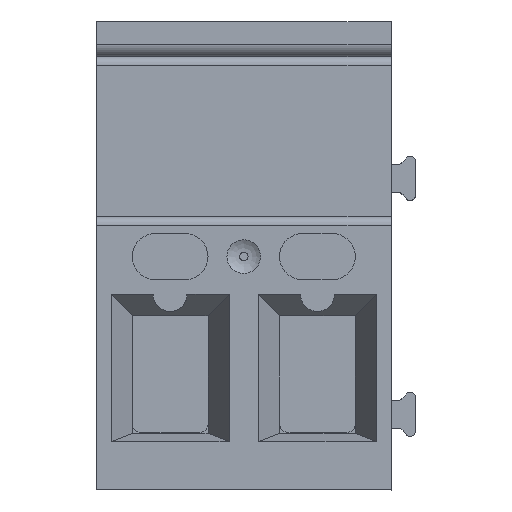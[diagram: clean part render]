
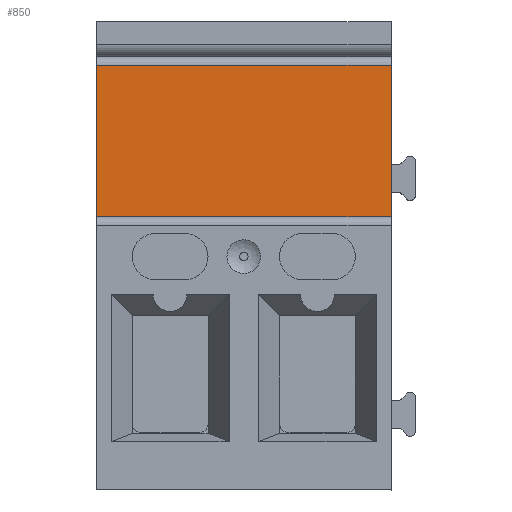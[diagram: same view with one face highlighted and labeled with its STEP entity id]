
A CAD part, top view. The second image highlights one B-rep face of the part: STEP entity #850.
In plain terms, the highlighted planar face has unit normal (0, 0, 1).
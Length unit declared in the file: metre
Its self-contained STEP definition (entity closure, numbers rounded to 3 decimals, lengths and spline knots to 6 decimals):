
#850=ADVANCED_FACE('',(#1843),#1844,.T.);
#1843=FACE_OUTER_BOUND('',#3070,.T.);
#1844=PLANE('',#3071);
#3070=EDGE_LOOP('',(#5652,#5653,#5654,#5655));
#3071=AXIS2_PLACEMENT_3D('',#5656,#5657,#5658);
#5652=ORIENTED_EDGE('',*,*,#7974,.F.);
#5653=ORIENTED_EDGE('',*,*,#7975,.F.);
#5654=ORIENTED_EDGE('',*,*,#7970,.T.);
#5655=ORIENTED_EDGE('',*,*,#7976,.F.);
#5656=CARTESIAN_POINT('',(6.720813,5.815861,0.404371));
#5657=DIRECTION('',(0.,0.,1.0));
#5658=DIRECTION('',(1.0,0.,0.0));
#7970=EDGE_CURVE('',#9858,#9859,#9860,.T.);
#7974=EDGE_CURVE('',#9864,#9865,#9866,.T.);
#7975=EDGE_CURVE('',#9858,#9864,#9867,.T.);
#7976=EDGE_CURVE('',#9865,#9859,#9868,.T.);
#9858=VERTEX_POINT('',#12623);
#9859=VERTEX_POINT('',#12624);
#9860=LINE('',#12625,#12626);
#9864=VERTEX_POINT('',#12630);
#9865=VERTEX_POINT('',#12631);
#9866=LINE('',#12632,#12633);
#9867=LINE('',#12634,#12635);
#9868=LINE('',#12636,#12637);
#12623=CARTESIAN_POINT('',(6.731313,5.815161,0.404371));
#12624=CARTESIAN_POINT('',(6.724313,5.815161,0.404371));
#12625=CARTESIAN_POINT('',(6.733063,5.815161,0.404371));
#12626=VECTOR('',#14098,1.0);
#12630=CARTESIAN_POINT('',(6.731313,5.811561,0.404371));
#12631=CARTESIAN_POINT('',(6.724313,5.811561,0.404371));
#12632=CARTESIAN_POINT('',(6.741813,5.811561,0.404371));
#12633=VECTOR('',#14105,1.0);
#12634=CARTESIAN_POINT('',(6.731313,5.810661,0.404371));
#12635=VECTOR('',#14106,1.0);
#12636=CARTESIAN_POINT('',(6.724313,5.810661,0.404371));
#12637=VECTOR('',#14107,1.0);
#14098=DIRECTION('',(-1.0,0.,0.));
#14105=DIRECTION('',(-1.0,0.,0.));
#14106=DIRECTION('',(0.,-1.0,0.0));
#14107=DIRECTION('',(0.,1.0,0.0));
